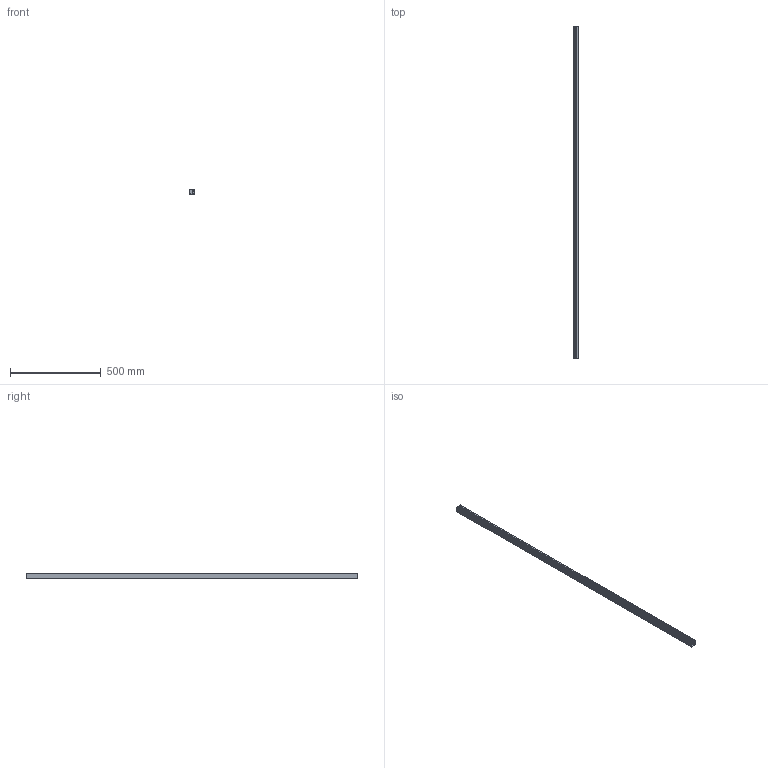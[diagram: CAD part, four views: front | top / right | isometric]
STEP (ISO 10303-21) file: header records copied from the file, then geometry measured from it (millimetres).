
FILE_DESCRIPTION (( 'STEP AP203' ), '1' );
FILE_NAME ('76PFCK16BS.STEP', '2024-05-28T09:35:04', ( '' ), ( '' ), 'SwSTEP 2.0', 'SolidWorks 2023', '' );
FILE_SCHEMA (( 'CONFIG_CONTROL_DESIGN' ));
Length unit declared in the file: millimetre
Products named in the file (4): 76PFUC16BS; 76PFCSBS; 76PFPTBS; 76PFCK16BS
Assembly tree (3 placements, depth 2):
  76PFCK16BS
    76PFUC16BS
    76PFCSBS
    76PFPTBS
Bounding box: 30 x 1828 x 30 mm (x, y, z)
Volume: 391358.8 mm3; surface area: 617166.1 mm2
Topology: 3 solids, 3 shells, 281 faces, 812 edges, 540 vertices
Faces by surface type: plane 153, cylinder 128
Entity records: 9704 total; most frequent: DIRECTION 1642, CARTESIAN_POINT 1639, ORIENTED_EDGE 1624, EDGE_CURVE 812, LINE 556, VECTOR 556, AXIS2_PLACEMENT_3D 543, VERTEX_POINT 540
